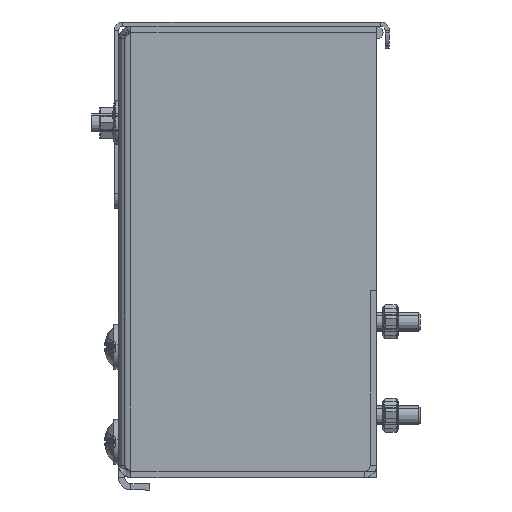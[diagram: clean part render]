
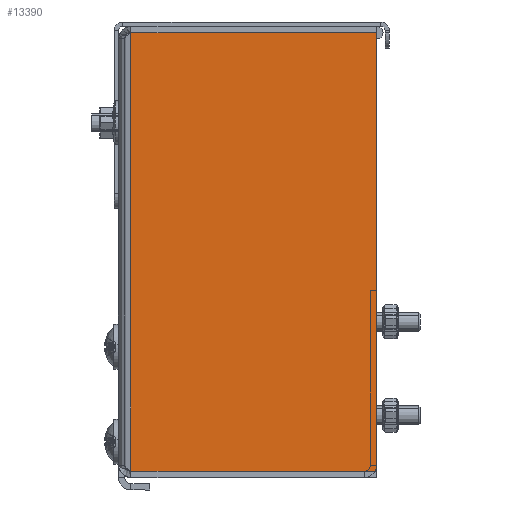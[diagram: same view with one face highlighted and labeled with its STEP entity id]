
A CAD part, left-side view. The second image highlights one B-rep face of the part: STEP entity #13390.
In plain terms, the highlighted face is planar.
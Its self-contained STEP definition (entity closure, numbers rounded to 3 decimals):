
#421 = CARTESIAN_POINT ( 'NONE',  ( 755., -83., 70.4 ) ) ;
#504 = EDGE_CURVE ( 'NONE', #3624, #10535, #2245, .T. ) ;
#928 = LINE ( 'NONE', #12010, #7336 ) ;
#1150 = ORIENTED_EDGE ( 'NONE', *, *, #6584, .T. ) ;
#1465 = DIRECTION ( 'NONE',  ( 0., -1., 0. ) ) ;
#2088 = CARTESIAN_POINT ( 'NONE',  ( 755., -4., -72.5 ) ) ;
#2245 = LINE ( 'NONE', #2088, #8200 ) ;
#3166 = DIRECTION ( 'NONE',  ( 0., 0., -1. ) ) ;
#3583 = CARTESIAN_POINT ( 'NONE',  ( 755., -83., 0. ) ) ;
#3624 = VERTEX_POINT ( 'NONE', #13549 ) ;
#3698 = DIRECTION ( 'NONE',  ( -1., 0., 0. ) ) ;
#4840 = DIRECTION ( 'NONE',  ( 0., 0., -1. ) ) ;
#4900 = CARTESIAN_POINT ( 'NONE',  ( 755., 0., 0. ) ) ;
#5723 = EDGE_LOOP ( 'NONE', ( #10744, #10790, #13822, #1150 ) ) ;
#5897 = LINE ( 'NONE', #3583, #11657 ) ;
#6402 = DIRECTION ( 'NONE',  ( 0., -1., 0. ) ) ;
#6584 = EDGE_CURVE ( 'NONE', #3624, #9965, #928, .T. ) ;
#6869 = LINE ( 'NONE', #11179, #13728 ) ;
#6889 = DIRECTION ( 'NONE',  ( 0., -1., 0. ) ) ;
#7336 = VECTOR ( 'NONE', #6402, 1000. ) ;
#8200 = VECTOR ( 'NONE', #3166, 1000. ) ;
#9011 = FACE_OUTER_BOUND ( 'NONE', #5723, .T. ) ;
#9397 = CARTESIAN_POINT ( 'NONE',  ( 755., -83., -70.4 ) ) ;
#9965 = VERTEX_POINT ( 'NONE', #421 ) ;
#10047 = CARTESIAN_POINT ( 'NONE',  ( 755., -4., -70.4 ) ) ;
#10275 = PLANE ( 'NONE',  #10533 ) ;
#10533 = AXIS2_PLACEMENT_3D ( 'NONE', #4900, #3698, #6889 ) ;
#10535 = VERTEX_POINT ( 'NONE', #10047 ) ;
#10571 = VERTEX_POINT ( 'NONE', #9397 ) ;
#10744 = ORIENTED_EDGE ( 'NONE', *, *, #12903, .T. ) ;
#10790 = ORIENTED_EDGE ( 'NONE', *, *, #13781, .F. ) ;
#11179 = CARTESIAN_POINT ( 'NONE',  ( 755., -4., -70.4 ) ) ;
#11657 = VECTOR ( 'NONE', #4840, 1000. ) ;
#12010 = CARTESIAN_POINT ( 'NONE',  ( 755., -4., 70.4 ) ) ;
#12903 = EDGE_CURVE ( 'NONE', #9965, #10571, #5897, .T. ) ;
#13390 = ADVANCED_FACE ( 'NONE', ( #9011 ), #10275, .F. ) ;
#13549 = CARTESIAN_POINT ( 'NONE',  ( 755., -4., 70.4 ) ) ;
#13728 = VECTOR ( 'NONE', #1465, 1000. ) ;
#13781 = EDGE_CURVE ( 'NONE', #10535, #10571, #6869, .T. ) ;
#13822 = ORIENTED_EDGE ( 'NONE', *, *, #504, .F. ) ;
